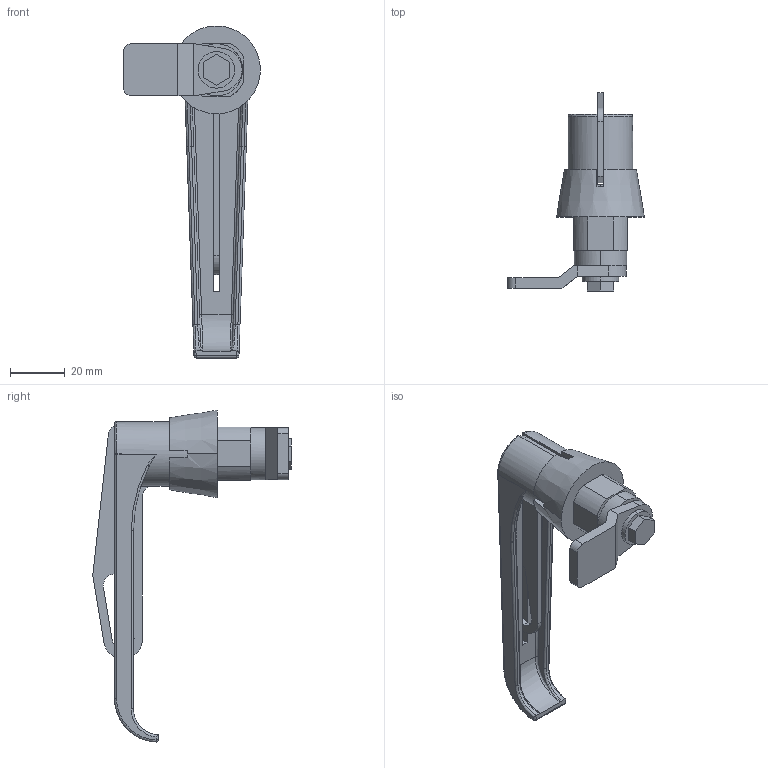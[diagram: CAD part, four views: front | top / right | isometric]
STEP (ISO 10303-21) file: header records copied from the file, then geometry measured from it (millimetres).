
FILE_DESCRIPTION (( 'STEP AP203' ), '1' );
FILE_NAME ('EHLPL_Default.step', '2019-10-31T16:57:17', ( '' ), ( '' ), 'SwSTEP 2.0', 'SolidWorks 2018', '' );
FILE_SCHEMA (( 'CONFIG_CONTROL_DESIGN' ));
Length unit declared in the file: inch
Products named in the file (1): EHLPL_Default
Bounding box: 49.83 x 72.26 x 120.96 mm (x, y, z)
Volume: 37748.6 mm3; surface area: 19096.9 mm2
Topology: 4 solids, 4 shells, 158 faces, 408 edges, 258 vertices
Faces by surface type: plane 83, cylinder 49, bspline 24, cone 2
Entity records: 7091 total; most frequent: CARTESIAN_POINT 3455, ORIENTED_EDGE 808, DIRECTION 630, EDGE_CURVE 404, VERTEX_POINT 258, LINE 220, VECTOR 220, AXIS2_PLACEMENT_3D 205
